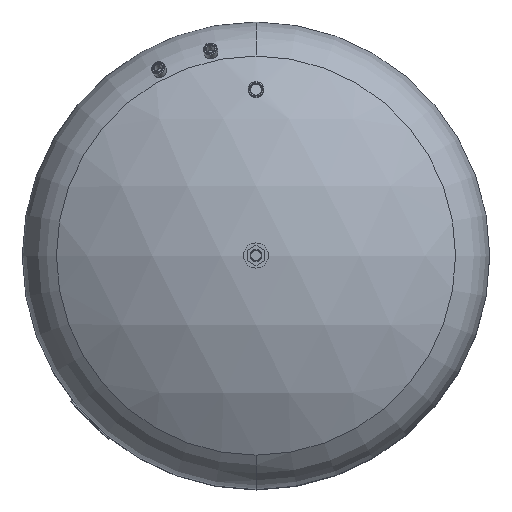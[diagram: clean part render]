
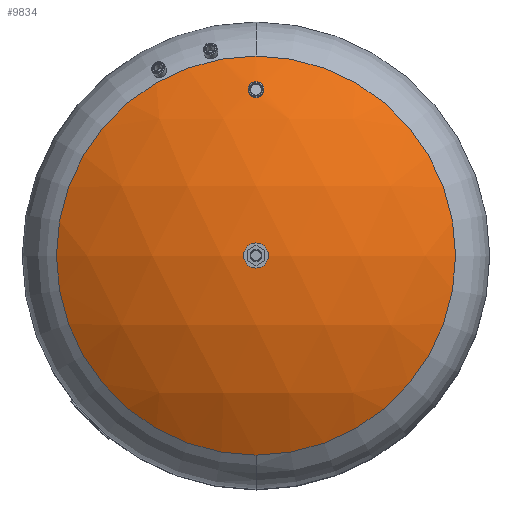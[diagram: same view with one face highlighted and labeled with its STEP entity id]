
A CAD part, top view. The second image highlights one B-rep face of the part: STEP entity #9834.
In plain terms, the highlighted spherical face has radius 509 mm.
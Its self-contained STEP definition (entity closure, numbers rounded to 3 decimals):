
#9064=CARTESIAN_POINT('',(0.,235.65,872.165));
#9065=VERTEX_POINT('',#9064);
#9081=CARTESIAN_POINT('',(0.,214.35,882.666));
#9082=VERTEX_POINT('',#9081);
#9089=CARTESIAN_POINT('',(0.,214.35,882.666));
#9090=CARTESIAN_POINT('',(0.665,214.35,882.666));
#9091=CARTESIAN_POINT('',(1.35,214.413,882.635));
#9092=CARTESIAN_POINT('',(2.707,214.677,882.506));
#9093=CARTESIAN_POINT('',(3.379,214.877,882.409));
#9094=CARTESIAN_POINT('',(4.661,215.399,882.154));
#9095=CARTESIAN_POINT('',(5.273,215.723,881.996));
#9096=CARTESIAN_POINT('',(6.4,216.461,881.636));
#9097=CARTESIAN_POINT('',(6.915,216.876,881.433));
#9098=CARTESIAN_POINT('',(7.882,217.803,880.98));
#9099=CARTESIAN_POINT('',(8.356,218.357,880.709));
#9100=CARTESIAN_POINT('',(9.182,219.556,880.121));
#9101=CARTESIAN_POINT('',(9.535,220.201,879.805));
#9102=CARTESIAN_POINT('',(10.099,221.542,879.147));
#9103=CARTESIAN_POINT('',(10.31,222.237,878.805));
#9104=CARTESIAN_POINT('',(10.585,223.63,878.12));
#9105=CARTESIAN_POINT('',(10.65,224.328,877.777));
#9106=CARTESIAN_POINT('',(10.65,225.673,877.114));
#9107=CARTESIAN_POINT('',(10.585,226.372,876.769));
#9108=CARTESIAN_POINT('',(10.309,227.766,876.08));
#9109=CARTESIAN_POINT('',(10.098,228.462,875.736));
#9110=CARTESIAN_POINT('',(9.533,229.803,875.072));
#9111=CARTESIAN_POINT('',(9.18,230.448,874.752));
#9112=CARTESIAN_POINT('',(8.353,231.647,874.157));
#9113=CARTESIAN_POINT('',(7.879,232.2,873.882));
#9114=CARTESIAN_POINT('',(6.912,233.126,873.422));
#9115=CARTESIAN_POINT('',(6.398,233.541,873.216));
#9116=CARTESIAN_POINT('',(5.272,234.278,872.849));
#9117=CARTESIAN_POINT('',(4.66,234.601,872.688));
#9118=CARTESIAN_POINT('',(3.379,235.124,872.428));
#9119=CARTESIAN_POINT('',(2.707,235.323,872.328));
#9120=CARTESIAN_POINT('',(1.35,235.587,872.197));
#9121=CARTESIAN_POINT('',(0.665,235.65,872.165));
#9122=CARTESIAN_POINT('',(0.,235.65,872.165));
#9123=B_SPLINE_CURVE_WITH_KNOTS('',3,(#9089,#9090,#9091,#9092,#9093,#9094,#9095,#9096,#9097,#9098,#9099,#9100,#9101,#9102,#9103,#9104,#9105,#9106,#9107,#9108,#9109,#9110,#9111,#9112,#9113,#9114,#9115,#9116,#9117,#9118,#9119,#9120,#9121,#9122),.UNSPECIFIED.,.F.,.U.,(4,2,2,2,2,2,2,2,2,2,2,2,2,2,2,2,4),(33.964,35.959,37.955,39.95,41.945,44.193,46.441,48.689,50.937,53.189,55.441,57.693,59.945,61.941,63.937,65.933,67.928),.UNSPECIFIED.);
#9124=EDGE_CURVE('',#9082,#9065,#9123,.T.);
#9633=CARTESIAN_POINT('',(0.,270.639,852.086));
#9634=VERTEX_POINT('',#9633);
#9650=CARTESIAN_POINT('',(0.,-270.639,852.086));
#9651=VERTEX_POINT('',#9650);
#9659=CARTESIAN_POINT('',(-270.639,0.,852.086));
#9660=VERTEX_POINT('',#9659);
#9661=CARTESIAN_POINT('',(0.,0.,852.086));
#9662=DIRECTION('',(0.0,0.0,-1.0));
#9663=DIRECTION('',(-1.0,0.0,0.0));
#9664=AXIS2_PLACEMENT_3D('',#9661,#9662,#9663);
#9665=CIRCLE('',#9664,270.639);
#9666=EDGE_CURVE('',#9651,#9660,#9665,.T.);
#9668=CARTESIAN_POINT('',(0.,0.,852.086));
#9669=DIRECTION('',(0.0,0.0,-1.0));
#9670=DIRECTION('',(-1.0,0.0,0.0));
#9671=AXIS2_PLACEMENT_3D('',#9668,#9669,#9670);
#9672=CIRCLE('',#9671,270.639);
#9673=EDGE_CURVE('',#9660,#9634,#9672,.T.);
#9778=CARTESIAN_POINT('',(0.,0.,421.));
#9779=DIRECTION('',(0.0,1.0,0.0));
#9780=DIRECTION('',(1.0,0.0,0.0));
#9781=AXIS2_PLACEMENT_3D('',#9778,#9779,#9780);
#9782=SPHERICAL_SURFACE('',#9781,509.);
#9783=ORIENTED_EDGE('',*,*,#9673,.F.);
#9784=ORIENTED_EDGE('',*,*,#9666,.F.);
#9785=CARTESIAN_POINT('',(0.,0.,852.086));
#9786=DIRECTION('',(0.0,0.0,-1.0));
#9787=DIRECTION('',(-1.0,0.0,0.0));
#9788=AXIS2_PLACEMENT_3D('',#9785,#9786,#9787);
#9789=CIRCLE('',#9788,270.639);
#9790=EDGE_CURVE('',#9634,#9651,#9789,.T.);
#9791=ORIENTED_EDGE('',*,*,#9790,.F.);
#9792=EDGE_LOOP('',(#9783,#9784,#9791));
#9793=FACE_OUTER_BOUND('',#9792,.T.);
#9794=CARTESIAN_POINT('',(0.,235.65,872.165));
#9795=CARTESIAN_POINT('',(-0.665,235.65,872.165));
#9796=CARTESIAN_POINT('',(-1.35,235.587,872.197));
#9797=CARTESIAN_POINT('',(-2.707,235.323,872.328));
#9798=CARTESIAN_POINT('',(-3.379,235.124,872.428));
#9799=CARTESIAN_POINT('',(-4.66,234.601,872.688));
#9800=CARTESIAN_POINT('',(-5.272,234.278,872.849));
#9801=CARTESIAN_POINT('',(-6.398,233.541,873.216));
#9802=CARTESIAN_POINT('',(-6.912,233.126,873.422));
#9803=CARTESIAN_POINT('',(-7.879,232.2,873.882));
#9804=CARTESIAN_POINT('',(-8.353,231.647,874.157));
#9805=CARTESIAN_POINT('',(-9.18,230.448,874.752));
#9806=CARTESIAN_POINT('',(-9.533,229.803,875.072));
#9807=CARTESIAN_POINT('',(-10.098,228.462,875.736));
#9808=CARTESIAN_POINT('',(-10.309,227.766,876.08));
#9809=CARTESIAN_POINT('',(-10.585,226.372,876.769));
#9810=CARTESIAN_POINT('',(-10.65,225.673,877.114));
#9811=CARTESIAN_POINT('',(-10.65,224.328,877.777));
#9812=CARTESIAN_POINT('',(-10.585,223.63,878.12));
#9813=CARTESIAN_POINT('',(-10.31,222.237,878.805));
#9814=CARTESIAN_POINT('',(-10.099,221.542,879.147));
#9815=CARTESIAN_POINT('',(-9.535,220.201,879.805));
#9816=CARTESIAN_POINT('',(-9.182,219.556,880.121));
#9817=CARTESIAN_POINT('',(-8.356,218.357,880.709));
#9818=CARTESIAN_POINT('',(-7.882,217.803,880.98));
#9819=CARTESIAN_POINT('',(-6.915,216.876,881.433));
#9820=CARTESIAN_POINT('',(-6.4,216.461,881.636));
#9821=CARTESIAN_POINT('',(-5.273,215.723,881.996));
#9822=CARTESIAN_POINT('',(-4.661,215.399,882.154));
#9823=CARTESIAN_POINT('',(-3.379,214.877,882.409));
#9824=CARTESIAN_POINT('',(-2.707,214.677,882.506));
#9825=CARTESIAN_POINT('',(-1.35,214.413,882.635));
#9826=CARTESIAN_POINT('',(-0.665,214.35,882.666));
#9827=CARTESIAN_POINT('',(0.,214.35,882.666));
#9828=B_SPLINE_CURVE_WITH_KNOTS('',3,(#9794,#9795,#9796,#9797,#9798,#9799,#9800,#9801,#9802,#9803,#9804,#9805,#9806,#9807,#9808,#9809,#9810,#9811,#9812,#9813,#9814,#9815,#9816,#9817,#9818,#9819,#9820,#9821,#9822,#9823,#9824,#9825,#9826,#9827),.UNSPECIFIED.,.F.,.U.,(4,2,2,2,2,2,2,2,2,2,2,2,2,2,2,2,4),(0.0,1.996,3.991,5.987,7.983,10.235,12.487,14.739,16.991,19.239,21.487,23.735,25.983,27.979,29.974,31.969,33.964),.UNSPECIFIED.);
#9829=EDGE_CURVE('',#9065,#9082,#9828,.T.);
#9830=ORIENTED_EDGE('',*,*,#9829,.F.);
#9831=ORIENTED_EDGE('',*,*,#9124,.F.);
#9832=EDGE_LOOP('',(#9830,#9831));
#9833=FACE_BOUND('',#9832,.T.);
#9834=ADVANCED_FACE('',(#9793,#9833),#9782,.T.);
